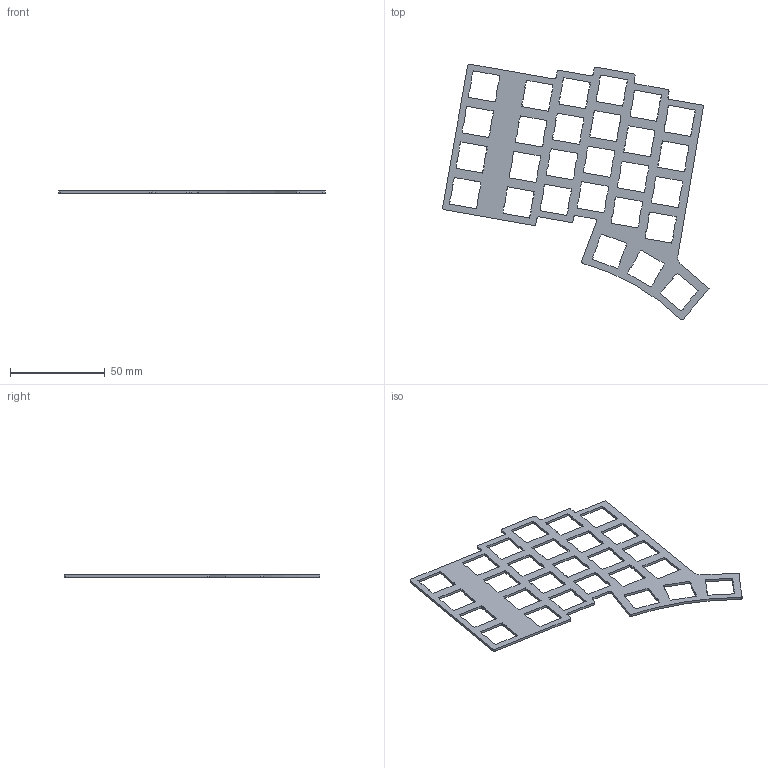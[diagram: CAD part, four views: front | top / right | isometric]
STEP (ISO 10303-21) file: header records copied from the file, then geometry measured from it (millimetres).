
FILE_DESCRIPTION(/* description */ (''),/* implementation_level */ '2;1');
FILE_NAME(/* name */ 'Left Plate.step',/* time_stamp */ '2024-04-29T12:05:36+02:00',/* author */ (''),/* organization */ (''),/* preprocessor_version */ 'ST-DEVELOPER v20',/* originating_system */ 'Autodesk Translation Framework v12.20.1.177',/* authorisation */ '');
FILE_SCHEMA (('AUTOMOTIVE_DESIGN { 1 0 10303 214 3 1 1 }'));
Length unit declared in the file: millimetre
Products named in the file (1): Phoenix KBD
Bounding box: 140.77 x 134.96 x 1.3 mm (x, y, z)
Volume: 7718.2 mm3; surface area: 14577.4 mm2
Topology: 1 solids, 1 shells, 690 faces, 2064 edges, 1376 vertices
Faces by surface type: plane 346, bspline 324, cylinder 20
Entity records: 26619 total; most frequent: CARTESIAN_POINT 10719, ORIENTED_EDGE 4128, DIRECTION 2190, EDGE_CURVE 2064, LINE 1376, VECTOR 1376, VERTEX_POINT 1376, EDGE_LOOP 744
